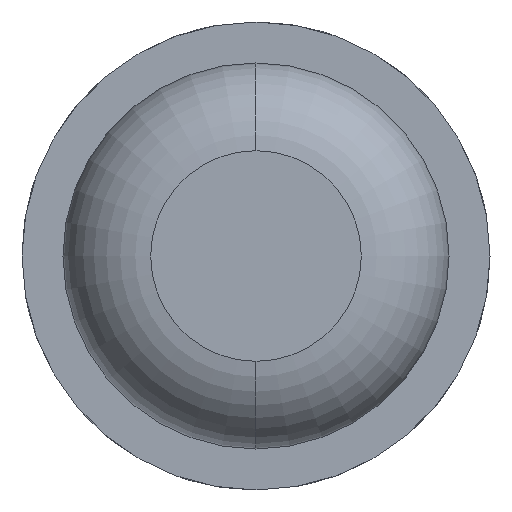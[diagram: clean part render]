
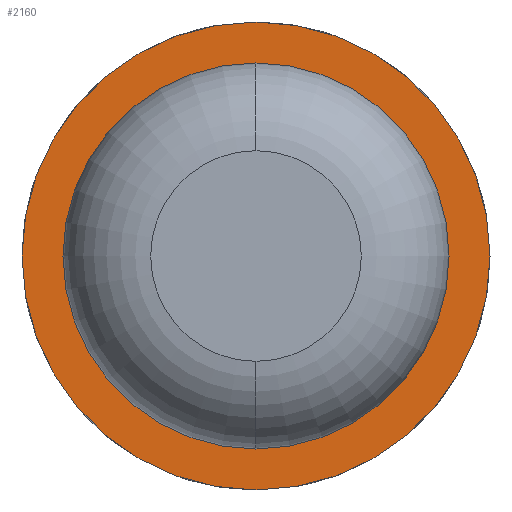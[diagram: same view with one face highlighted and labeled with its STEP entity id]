
A CAD part, front view. The second image highlights one B-rep face of the part: STEP entity #2160.
In plain terms, the highlighted planar face has unit normal (0, -1, 0).
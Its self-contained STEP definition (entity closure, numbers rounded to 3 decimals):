
#245 = CARTESIAN_POINT ( 'NONE',  ( 0., -2., -0.825 ) ) ;
#268 = ORIENTED_EDGE ( 'NONE', *, *, #3214, .T. ) ;
#407 = CARTESIAN_POINT ( 'NONE',  ( 0., -2., 1. ) ) ;
#510 = CARTESIAN_POINT ( 'NONE',  ( 0., -2., 0. ) ) ;
#687 = EDGE_CURVE ( 'Defeature ausgef�hrt1_5+Defeature ausgef�hrt1_4+Defeature ausgef�hrt1_4+Defeature ausgef�hrt1_4', #3409, #913, #1623, .T. ) ;
#715 = CIRCLE ( 'NONE', #1992, 0.825 ) ;
#808 = PLANE ( 'NONE',  #3385 ) ;
#913 = VERTEX_POINT ( 'NONE', #2839 ) ;
#920 = ORIENTED_EDGE ( 'NONE', *, *, #1833, .F. ) ;
#1031 = DIRECTION ( 'NONE',  ( 0., 0., 1. ) ) ;
#1033 = CARTESIAN_POINT ( 'NONE',  ( 0., -2., 0. ) ) ;
#1262 = EDGE_CURVE ( 'Defeature ausgef�hrt1_4+Defeature ausgef�hrt1_0+Defeature ausgef�hrt1_0+Defeature ausgef�hrt1_0', #4116, #2804, #715, .T. ) ;
#1287 = AXIS2_PLACEMENT_3D ( 'NONE', #1033, #4628, #3159 ) ;
#1405 = EDGE_LOOP ( 'NONE', ( #268, #3154 ) ) ;
#1430 = AXIS2_PLACEMENT_3D ( 'NONE', #3838, #1961, #1647 ) ;
#1623 = CIRCLE ( 'NONE', #1430, 1. ) ;
#1647 = DIRECTION ( 'NONE',  ( 0., 0., 1. ) ) ;
#1717 = CARTESIAN_POINT ( 'NONE',  ( 0., -2., 0.825 ) ) ;
#1833 = EDGE_CURVE ( 'Defeature ausgef�hrt1_5+Defeature ausgef�hrt1_4+Defeature ausgef�hrt1_4+Defeature ausgef�hrt1_4', #913, #3409, #3352, .T. ) ;
#1961 = DIRECTION ( 'NONE',  ( 0., 1., 0. ) ) ;
#1992 = AXIS2_PLACEMENT_3D ( 'NONE', #4318, #3943, #1031 ) ;
#2021 = CARTESIAN_POINT ( 'NONE',  ( 1., -2., 0. ) ) ;
#2160 = ADVANCED_FACE ( 'Defeature ausgef�hrt1_4', ( #3813, #2332 ), #808, .F. ) ;
#2300 = EDGE_LOOP ( 'NONE', ( #2495, #920 ) ) ;
#2321 = CIRCLE ( 'NONE', #4421, 0.825 ) ;
#2332 = FACE_BOUND ( 'NONE', #1405, .T. ) ;
#2495 = ORIENTED_EDGE ( 'NONE', *, *, #687, .F. ) ;
#2804 = VERTEX_POINT ( 'NONE', #1717 ) ;
#2823 = DIRECTION ( 'NONE',  ( 0., 1., 0. ) ) ;
#2839 = CARTESIAN_POINT ( 'NONE',  ( 0., -2., -1. ) ) ;
#3154 = ORIENTED_EDGE ( 'NONE', *, *, #1262, .T. ) ;
#3159 = DIRECTION ( 'NONE',  ( 0., 0., 1. ) ) ;
#3214 = EDGE_CURVE ( 'Defeature ausgef�hrt1_4+Defeature ausgef�hrt1_0+Defeature ausgef�hrt1_0+Defeature ausgef�hrt1_0', #2804, #4116, #2321, .T. ) ;
#3352 = CIRCLE ( 'NONE', #1287, 1. ) ;
#3385 = AXIS2_PLACEMENT_3D ( 'NONE', #2021, #4181, #4241 ) ;
#3409 = VERTEX_POINT ( 'NONE', #407 ) ;
#3498 = DIRECTION ( 'NONE',  ( 0., 0., 1. ) ) ;
#3813 = FACE_OUTER_BOUND ( 'NONE', #2300, .T. ) ;
#3838 = CARTESIAN_POINT ( 'NONE',  ( 0., -2., 0. ) ) ;
#3943 = DIRECTION ( 'NONE',  ( 0., 1., 0. ) ) ;
#4116 = VERTEX_POINT ( 'NONE', #245 ) ;
#4181 = DIRECTION ( 'NONE',  ( 0., 1., 0. ) ) ;
#4241 = DIRECTION ( 'NONE',  ( 0., 0., 1. ) ) ;
#4318 = CARTESIAN_POINT ( 'NONE',  ( 0., -2., 0. ) ) ;
#4421 = AXIS2_PLACEMENT_3D ( 'NONE', #510, #2823, #3498 ) ;
#4628 = DIRECTION ( 'NONE',  ( 0., 1., 0. ) ) ;
